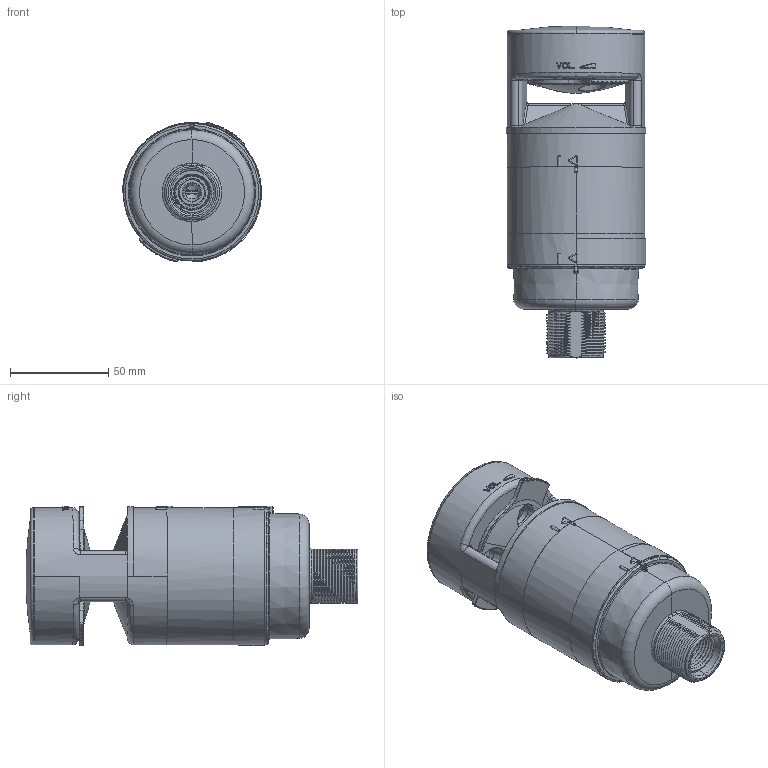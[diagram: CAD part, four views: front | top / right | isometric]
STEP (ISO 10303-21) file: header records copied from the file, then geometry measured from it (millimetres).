
FILE_DESCRIPTION((''),'2;1');
FILE_NAME('181468_ASM','2014-08-08T',('pdmadmin'),(''),'PRO/ENGINEER BY PARAMETRIC TECHNOLOGY CORPORATION, 2013230','PRO/ENGINEER BY PARAMETRIC TECHNOLOGY CORPORATION, 2013230','');
FILE_SCHEMA(('CONFIG_CONTROL_DESIGN'));
Length unit declared in the file: millimetre
Products named in the file (7): 180077; 179879; 179880; 180306; 180307; 180308; 181468_ASM
Assembly tree (6 placements, depth 2):
  181468_ASM
    180077
    179879
    179880
    180306
    180307
    180308
Bounding box: 71 x 169.21 x 71.25 mm (x, y, z)
Volume: 162031.3 mm3; surface area: 117019.9 mm2
Topology: 6 solids, 8 shells, 1861 faces, 4638 edges, 2819 vertices
Faces by surface type: bspline 548, cylinder 526, plane 357, torus 177, cone 148, sphere 79, extrusion 22, revolution 4
Entity records: 105054 total; most frequent: CARTESIAN_POINT 65107, ORIENTED_EDGE 9256, DIRECTION 7125, EDGE_CURVE 4632, AXIS2_PLACEMENT_3D 2958, VERTEX_POINT 2819, EDGE_LOOP 1945, FACE_OUTER_BOUND 1861
